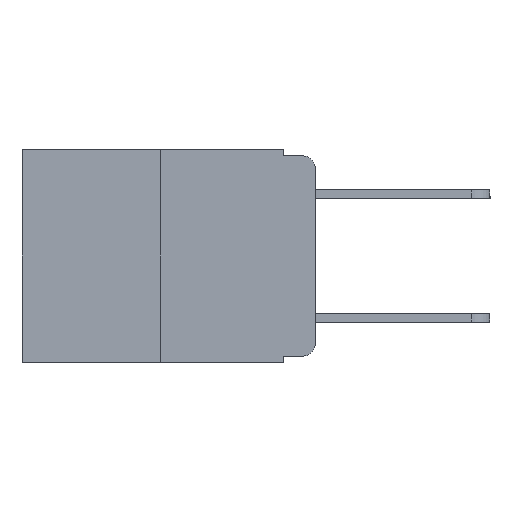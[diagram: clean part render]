
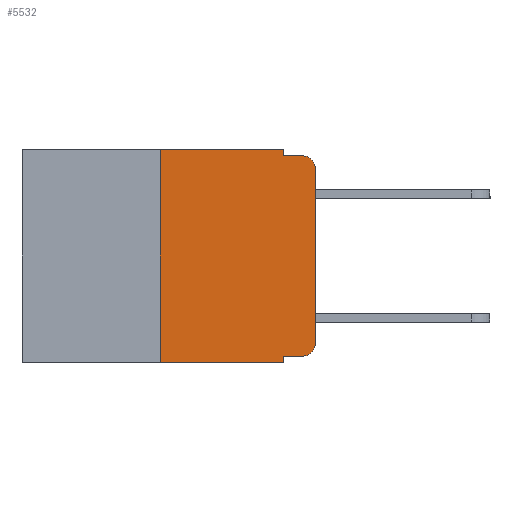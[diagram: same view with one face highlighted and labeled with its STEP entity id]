
A CAD part, left-side view. The second image highlights one B-rep face of the part: STEP entity #5532.
In plain terms, the highlighted planar face has unit normal (-1, 0, 0).
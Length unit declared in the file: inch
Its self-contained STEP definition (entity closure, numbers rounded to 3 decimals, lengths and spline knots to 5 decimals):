
#15 = VERTEX_POINT ( 'NONE', #7480 ) ;
#51 = VERTEX_POINT ( 'NONE', #7965 ) ;
#140 = DIRECTION ( 'NONE',  ( 0., -1., 0. ) ) ;
#283 = DIRECTION ( 'NONE',  ( 0., -1., 0. ) ) ;
#516 = CARTESIAN_POINT ( 'NONE',  ( 0., 0.25, 0. ) ) ;
#1047 = DIRECTION ( 'NONE',  ( -1., 0., 0. ) ) ;
#1066 = CARTESIAN_POINT ( 'NONE',  ( 0., 0.02, -0.03 ) ) ;
#1235 = EDGE_CURVE ( 'NONE', #2523, #51, #6546, .T. ) ;
#1308 = EDGE_CURVE ( 'NONE', #5595, #8837, #3761, .T. ) ;
#1364 = VECTOR ( 'NONE', #9951, 39.37008 ) ;
#1880 = VECTOR ( 'NONE', #2945, 39.37008 ) ;
#2055 = EDGE_CURVE ( 'NONE', #2308, #10053, #6529, .T. ) ;
#2308 = VERTEX_POINT ( 'NONE', #2895 ) ;
#2399 = DIRECTION ( 'NONE',  ( 0., 0., -1. ) ) ;
#2479 = VECTOR ( 'NONE', #2686, 39.37008 ) ;
#2481 = CARTESIAN_POINT ( 'NONE',  ( 0., 0.051, -0.343 ) ) ;
#2523 = VERTEX_POINT ( 'NONE', #8951 ) ;
#2686 = DIRECTION ( 'NONE',  ( 0., 0., -1. ) ) ;
#2895 = CARTESIAN_POINT ( 'NONE',  ( 0., 0.051, -0.01 ) ) ;
#2945 = DIRECTION ( 'NONE',  ( 0., -1., 0. ) ) ;
#3012 = CARTESIAN_POINT ( 'NONE',  ( 0., 0.051, 0. ) ) ;
#3136 = DIRECTION ( 'NONE',  ( 0., 0., 1. ) ) ;
#3286 = VERTEX_POINT ( 'NONE', #3012 ) ;
#3489 = EDGE_CURVE ( 'NONE', #5595, #5974, #7946, .T. ) ;
#3593 = CARTESIAN_POINT ( 'NONE',  ( 0., 0.051, 0. ) ) ;
#3603 = DIRECTION ( 'NONE',  ( 0., 0., -1. ) ) ;
#3728 = DIRECTION ( 'NONE',  ( -1., 0., 0. ) ) ;
#3761 = LINE ( 'NONE', #516, #1364 ) ;
#4007 = DIRECTION ( 'NONE',  ( 1., 0., 0. ) ) ;
#4045 = CARTESIAN_POINT ( 'NONE',  ( 0., 0.473, 0. ) ) ;
#4212 = DIRECTION ( 'NONE',  ( 0., -1., 0. ) ) ;
#4235 = CIRCLE ( 'NONE', #7456, 0.02 ) ;
#4333 = VECTOR ( 'NONE', #3603, 39.37008 ) ;
#4351 = VECTOR ( 'NONE', #4212, 39.37008 ) ;
#4663 = ORIENTED_EDGE ( 'NONE', *, *, #7931, .T. ) ;
#4787 = EDGE_LOOP ( 'NONE', ( #4663, #5047, #5282, #5680, #7155, #7795, #8383, #8901, #9658, #10256 ) ) ;
#5047 = ORIENTED_EDGE ( 'NONE', *, *, #5162, .T. ) ;
#5162 = EDGE_CURVE ( 'NONE', #15, #10053, #10202, .T. ) ;
#5282 = ORIENTED_EDGE ( 'NONE', *, *, #2055, .F. ) ;
#5532 = ADVANCED_FACE ( 'NONE', ( #6720 ), #9266, .F. ) ;
#5595 = VERTEX_POINT ( 'NONE', #6064 ) ;
#5596 = DIRECTION ( 'NONE',  ( 0., 0., -1. ) ) ;
#5680 = ORIENTED_EDGE ( 'NONE', *, *, #7620, .F. ) ;
#5724 = CARTESIAN_POINT ( 'NONE',  ( 0., 0.473, -0.343 ) ) ;
#5902 = VECTOR ( 'NONE', #283, 39.37008 ) ;
#5974 = VERTEX_POINT ( 'NONE', #2481 ) ;
#6064 = CARTESIAN_POINT ( 'NONE',  ( 0., 0.25, -0.343 ) ) ;
#6287 = LINE ( 'NONE', #7723, #4333 ) ;
#6296 = LINE ( 'NONE', #10000, #8105 ) ;
#6529 = LINE ( 'NONE', #7593, #1880 ) ;
#6546 = LINE ( 'NONE', #9148, #4351 ) ;
#6720 = FACE_OUTER_BOUND ( 'NONE', #4787, .T. ) ;
#6946 = EDGE_CURVE ( 'NONE', #51, #8396, #4235, .T. ) ;
#7155 = ORIENTED_EDGE ( 'NONE', *, *, #9631, .F. ) ;
#7262 = LINE ( 'NONE', #3593, #2479 ) ;
#7456 = AXIS2_PLACEMENT_3D ( 'NONE', #8548, #3728, #9277 ) ;
#7480 = CARTESIAN_POINT ( 'NONE',  ( 0., 0., -0.03 ) ) ;
#7590 = CARTESIAN_POINT ( 'NONE',  ( 0., 0.25, 0. ) ) ;
#7593 = CARTESIAN_POINT ( 'NONE',  ( 0., 0.051, -0.01 ) ) ;
#7620 = EDGE_CURVE ( 'NONE', #3286, #2308, #7262, .T. ) ;
#7723 = CARTESIAN_POINT ( 'NONE',  ( 0., 0.051, 0. ) ) ;
#7795 = ORIENTED_EDGE ( 'NONE', *, *, #1308, .F. ) ;
#7891 = AXIS2_PLACEMENT_3D ( 'NONE', #4045, #4007, #5596 ) ;
#7931 = EDGE_CURVE ( 'NONE', #8396, #15, #8232, .T. ) ;
#7946 = LINE ( 'NONE', #5724, #5902 ) ;
#7965 = CARTESIAN_POINT ( 'NONE',  ( 0., 0.02, -0.333 ) ) ;
#8105 = VECTOR ( 'NONE', #140, 39.37008 ) ;
#8232 = LINE ( 'NONE', #8801, #9902 ) ;
#8383 = ORIENTED_EDGE ( 'NONE', *, *, #3489, .T. ) ;
#8396 = VERTEX_POINT ( 'NONE', #9288 ) ;
#8548 = CARTESIAN_POINT ( 'NONE',  ( 0., 0.02, -0.313 ) ) ;
#8801 = CARTESIAN_POINT ( 'NONE',  ( 0., 0., 0. ) ) ;
#8837 = VERTEX_POINT ( 'NONE', #7590 ) ;
#8901 = ORIENTED_EDGE ( 'NONE', *, *, #10051, .F. ) ;
#8951 = CARTESIAN_POINT ( 'NONE',  ( 0., 0.051, -0.333 ) ) ;
#9148 = CARTESIAN_POINT ( 'NONE',  ( 0., 0.051, -0.333 ) ) ;
#9266 = PLANE ( 'NONE',  #7891 ) ;
#9277 = DIRECTION ( 'NONE',  ( 0., 0., -1. ) ) ;
#9288 = CARTESIAN_POINT ( 'NONE',  ( 0., 0., -0.313 ) ) ;
#9631 = EDGE_CURVE ( 'NONE', #8837, #3286, #6296, .T. ) ;
#9658 = ORIENTED_EDGE ( 'NONE', *, *, #1235, .T. ) ;
#9696 = AXIS2_PLACEMENT_3D ( 'NONE', #1066, #1047, #2399 ) ;
#9864 = CARTESIAN_POINT ( 'NONE',  ( 0., 0.02, -0.01 ) ) ;
#9902 = VECTOR ( 'NONE', #3136, 39.37008 ) ;
#9951 = DIRECTION ( 'NONE',  ( 0., 0., 1. ) ) ;
#10000 = CARTESIAN_POINT ( 'NONE',  ( 0., 0.473, 0. ) ) ;
#10051 = EDGE_CURVE ( 'NONE', #2523, #5974, #6287, .T. ) ;
#10053 = VERTEX_POINT ( 'NONE', #9864 ) ;
#10202 = CIRCLE ( 'NONE', #9696, 0.02 ) ;
#10256 = ORIENTED_EDGE ( 'NONE', *, *, #6946, .T. ) ;
